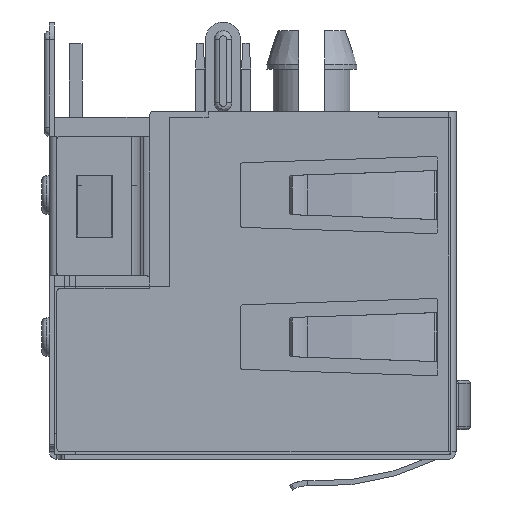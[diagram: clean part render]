
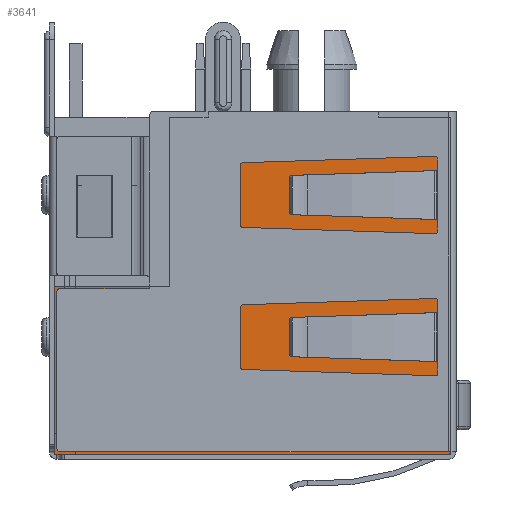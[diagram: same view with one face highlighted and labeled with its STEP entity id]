
A CAD part, left-side view. The second image highlights one B-rep face of the part: STEP entity #3641.
In plain terms, the highlighted planar face has unit normal (-1, 0, 0).
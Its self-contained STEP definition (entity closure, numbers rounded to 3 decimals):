
#3641 = ADVANCED_FACE( '', ( #8143 ), #8144, .F. );
#8143 = FACE_OUTER_BOUND( '', #14272, .T. );
#8144 = PLANE( '', #14273 );
#14272 = EDGE_LOOP( '', ( #24861, #24862, #24863, #24864, #24865, #24866, #24867, #24868, #24869, #24870 ) );
#14273 = AXIS2_PLACEMENT_3D( '', #24871, #24872, #24873 );
#24861 = ORIENTED_EDGE( '', *, *, #39700, .T. );
#24862 = ORIENTED_EDGE( '', *, *, #39701, .F. );
#24863 = ORIENTED_EDGE( '', *, *, #39702, .T. );
#24864 = ORIENTED_EDGE( '', *, *, #36643, .F. );
#24865 = ORIENTED_EDGE( '', *, *, #39703, .F. );
#24866 = ORIENTED_EDGE( '', *, *, #36671, .T. );
#24867 = ORIENTED_EDGE( '', *, *, #37334, .F. );
#24868 = ORIENTED_EDGE( '', *, *, #39704, .F. );
#24869 = ORIENTED_EDGE( '', *, *, #39705, .F. );
#24870 = ORIENTED_EDGE( '', *, *, #39706, .T. );
#24871 = CARTESIAN_POINT( '', ( -31.675, -7.675, 6.525 ) );
#24872 = DIRECTION( '', ( 1., 0., 0. ) );
#24873 = DIRECTION( '', ( 0., 0., -1. ) );
#36643 = EDGE_CURVE( '', #44038, #44040, #44041, .T. );
#36671 = EDGE_CURVE( '', #44090, #44088, #44091, .T. );
#37334 = EDGE_CURVE( '', #45276, #44088, #45278, .T. );
#39700 = EDGE_CURVE( '', #49067, #49068, #49069, .T. );
#39701 = EDGE_CURVE( '', #49070, #49068, #49071, .T. );
#39702 = EDGE_CURVE( '', #49070, #44040, #49072, .T. );
#39703 = EDGE_CURVE( '', #44090, #44038, #49073, .T. );
#39704 = EDGE_CURVE( '', #49074, #45276, #49075, .T. );
#39705 = EDGE_CURVE( '', #49076, #49074, #49077, .T. );
#39706 = EDGE_CURVE( '', #49076, #49067, #49078, .T. );
#44038 = VERTEX_POINT( '', #54787 );
#44040 = VERTEX_POINT( '', #54790 );
#44041 = LINE( '', #54791, #54792 );
#44088 = VERTEX_POINT( '', #54861 );
#44090 = VERTEX_POINT( '', #54864 );
#44091 = LINE( '', #54865, #54866 );
#45276 = VERTEX_POINT( '', #56616 );
#45278 = LINE( '', #56619, #56620 );
#49067 = VERTEX_POINT( '', #62638 );
#49068 = VERTEX_POINT( '', #62639 );
#49069 = LINE( '', #62640, #62641 );
#49070 = VERTEX_POINT( '', #62642 );
#49071 = LINE( '', #62643, #62644 );
#49072 = LINE( '', #62645, #62646 );
#49073 = LINE( '', #62647, #62648 );
#49074 = VERTEX_POINT( '', #62649 );
#49075 = LINE( '', #62650, #62651 );
#49076 = VERTEX_POINT( '', #62652 );
#49077 = LINE( '', #62653, #62654 );
#49078 = LINE( '', #62655, #62656 );
#54787 = CARTESIAN_POINT( '', ( -31.675, -7.675, -6.525 ) );
#54790 = CARTESIAN_POINT( '', ( -31.675, 7.675, -6.525 ) );
#54791 = CARTESIAN_POINT( '', ( -31.675, -7.675, -6.525 ) );
#54792 = VECTOR( '', #69776, 1000. );
#54861 = CARTESIAN_POINT( '', ( -31.675, -4.875, 6.525 ) );
#54864 = CARTESIAN_POINT( '', ( -31.675, -7.675, 6.525 ) );
#54865 = CARTESIAN_POINT( '', ( -31.675, -7.675, 6.525 ) );
#54866 = VECTOR( '', #69800, 1000. );
#56616 = CARTESIAN_POINT( '', ( -31.675, -4.875, 6.725 ) );
#56619 = CARTESIAN_POINT( '', ( -31.675, -4.875, 6.725 ) );
#56620 = VECTOR( '', #70517, 1000. );
#62638 = CARTESIAN_POINT( '', ( -31.675, 3.225, 6.525 ) );
#62639 = CARTESIAN_POINT( '', ( -31.675, 3.225, -0.025 ) );
#62640 = CARTESIAN_POINT( '', ( -31.675, 3.225, 66.491 ) );
#62641 = VECTOR( '', #72966, 1000. );
#62642 = CARTESIAN_POINT( '', ( -31.675, 7.675, -0.025 ) );
#62643 = CARTESIAN_POINT( '', ( -31.675, 7.675, -0.025 ) );
#62644 = VECTOR( '', #72967, 1000. );
#62645 = CARTESIAN_POINT( '', ( -31.675, 7.675, 6.525 ) );
#62646 = VECTOR( '', #72968, 1000. );
#62647 = CARTESIAN_POINT( '', ( -31.675, -7.675, 6.525 ) );
#62648 = VECTOR( '', #72969, 1000. );
#62649 = CARTESIAN_POINT( '', ( -31.675, 1.725, 6.725 ) );
#62650 = CARTESIAN_POINT( '', ( -31.675, 1.725, 6.725 ) );
#62651 = VECTOR( '', #72970, 1000. );
#62652 = CARTESIAN_POINT( '', ( -31.675, 1.725, 6.525 ) );
#62653 = CARTESIAN_POINT( '', ( -31.675, 1.725, 6.525 ) );
#62654 = VECTOR( '', #72971, 1000. );
#62655 = CARTESIAN_POINT( '', ( -31.675, -7.675, 6.525 ) );
#62656 = VECTOR( '', #72972, 1000. );
#69776 = DIRECTION( '', ( 0., 1., 0. ) );
#69800 = DIRECTION( '', ( 0., 1., 0. ) );
#70517 = DIRECTION( '', ( 0., 0., -1. ) );
#72966 = DIRECTION( '', ( 0., 0., -1. ) );
#72967 = DIRECTION( '', ( 0., -1., 0. ) );
#72968 = DIRECTION( '', ( 0., 0., -1. ) );
#72969 = DIRECTION( '', ( 0., 0., -1. ) );
#72970 = DIRECTION( '', ( 0., -1., 0. ) );
#72971 = DIRECTION( '', ( 0., 0., 1. ) );
#72972 = DIRECTION( '', ( 0., 1., 0. ) );
